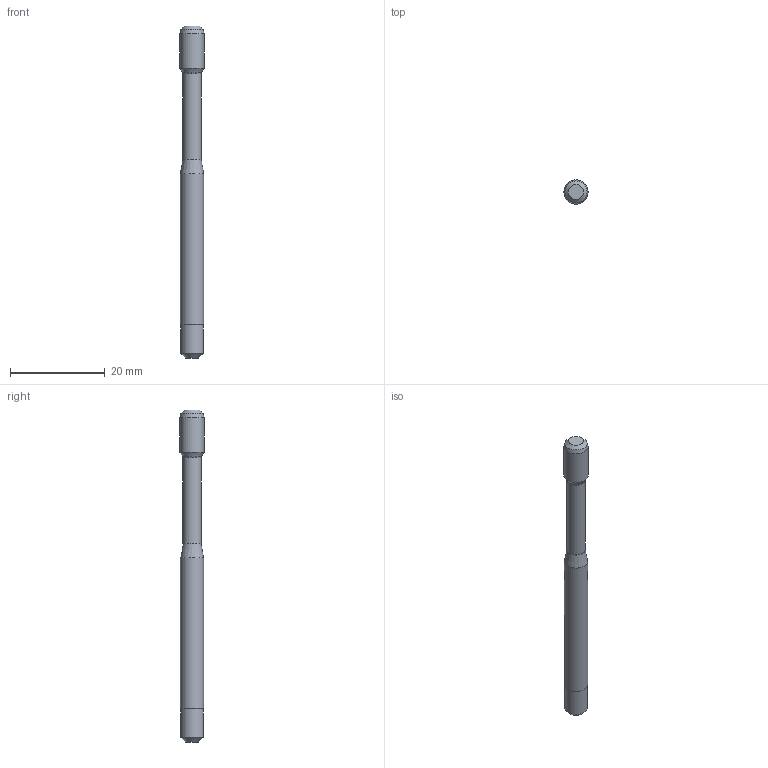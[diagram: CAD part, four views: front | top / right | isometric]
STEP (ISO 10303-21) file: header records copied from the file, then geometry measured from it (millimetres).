
FILE_DESCRIPTION(/* description */ (''),/* implementation_level */ '2;1');
FILE_NAME(/* name */ 'd605_20220426_101314_tb_1.stp',/* time_stamp */ '2022-04-26T10:15:26+02:00',/* author */ (''),/* organization */ ('SMS'),/* preprocessor_version */ 'ST-DEVELOPER v16.7',/* originating_system */ 'SIEMENS PLM Software NX 12.0',/* authorisation */ '');
FILE_SCHEMA (('AUTOMOTIVE_DESIGN { 1 0 10303 214 3 1 1 1 }'));
Length unit declared in the file: millimetre
Products named in the file (1): D605_20220426_101314_TB_1
Bounding box: 5.1 x 5.1 x 70.2 mm (x, y, z)
Volume: 1178.4 mm3; surface area: 1040.2 mm2
Topology: 1 solids, 1 shells, 14 faces, 72 edges, 108 vertices
Faces by surface type: cone 6, cylinder 4, torus 2, plane 2
Full cylindrical faces by diameter (mm): 3.863 x1, 4.731 x1, 4.928 x1, 5.102 x1
Entity records: 712 total; most frequent: DIRECTION 97, CARTESIAN_POINT 89, STYLED_ITEM 49, PRESENTATION_STYLE_ASSIGNMENT 49, CURVE_STYLE 41, DRAUGHTING_PRE_DEFINED_CURVE_FONT 41, TRIMMED_CURVE 41, LINE 41
